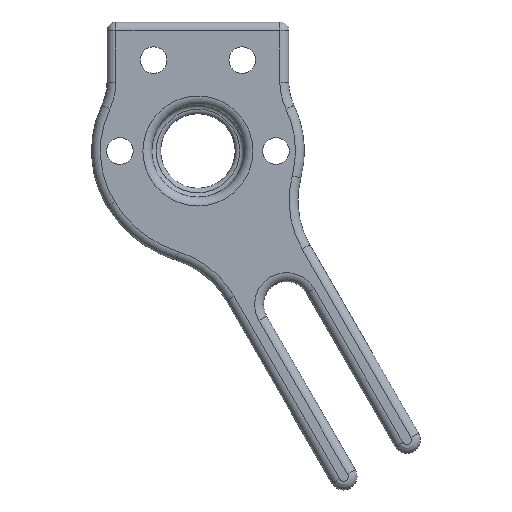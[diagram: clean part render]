
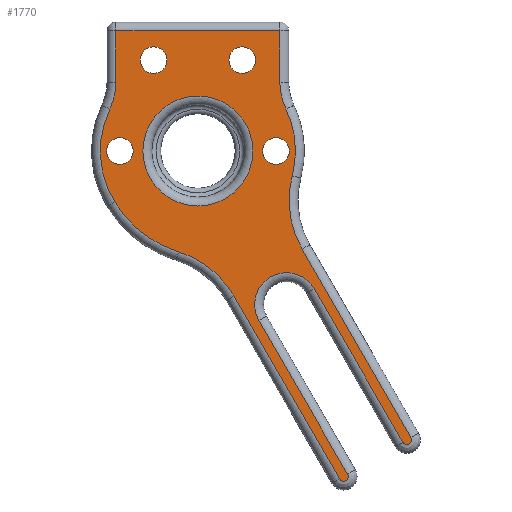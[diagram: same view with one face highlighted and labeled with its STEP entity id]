
A CAD part, front view. The second image highlights one B-rep face of the part: STEP entity #1770.
In plain terms, the highlighted planar face has unit normal (0, -1, 0).
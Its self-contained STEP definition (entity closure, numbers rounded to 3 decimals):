
#15=FACE_BOUND('',#258,.T.);
#16=FACE_BOUND('',#259,.T.);
#17=FACE_BOUND('',#260,.T.);
#18=FACE_BOUND('',#261,.T.);
#19=FACE_BOUND('',#262,.T.);
#32=PLANE('',#1970);
#145=FACE_OUTER_BOUND('',#257,.T.);
#257=EDGE_LOOP('',(#1327,#1328,#1329,#1330,#1331,#1332,#1333,#1334,#1335,
#1336,#1337,#1338,#1339,#1340,#1341,#1342,#1343));
#258=EDGE_LOOP('',(#1344));
#259=EDGE_LOOP('',(#1345));
#260=EDGE_LOOP('',(#1346));
#261=EDGE_LOOP('',(#1347));
#262=EDGE_LOOP('',(#1348));
#356=LINE('',#3010,#439);
#357=LINE('',#3016,#440);
#359=LINE('',#3048,#442);
#361=LINE('',#3074,#444);
#363=LINE('',#3086,#446);
#366=LINE('',#3096,#449);
#367=LINE('',#3118,#450);
#439=VECTOR('',#2256,10.);
#440=VECTOR('',#2263,10.);
#442=VECTOR('',#2303,10.);
#444=VECTOR('',#2315,10.);
#446=VECTOR('',#2329,10.);
#449=VECTOR('',#2338,10.);
#450=VECTOR('',#2367,10.);
#539=CIRCLE('',#1906,7.);
#542=CIRCLE('',#1910,11.);
#545=CIRCLE('',#1914,13.);
#548=CIRCLE('',#1918,11.);
#552=CIRCLE('',#1923,0.523);
#556=CIRCLE('',#1929,3.6);
#562=CIRCLE('',#1938,11.);
#565=CIRCLE('',#1942,11.);
#568=CIRCLE('',#1946,7.);
#571=CIRCLE('',#1950,0.523);
#580=CIRCLE('',#1971,6.2);
#581=CIRCLE('',#1972,1.5);
#582=CIRCLE('',#1973,1.5);
#583=CIRCLE('',#1974,1.5);
#584=CIRCLE('',#1975,1.5);
#726=VERTEX_POINT('',#3007);
#727=VERTEX_POINT('',#3009);
#729=VERTEX_POINT('',#3014);
#732=VERTEX_POINT('',#3022);
#734=VERTEX_POINT('',#3028);
#736=VERTEX_POINT('',#3034);
#738=VERTEX_POINT('',#3040);
#740=VERTEX_POINT('',#3046);
#742=VERTEX_POINT('',#3066);
#744=VERTEX_POINT('',#3072);
#746=VERTEX_POINT('',#3078);
#748=VERTEX_POINT('',#3084);
#749=VERTEX_POINT('',#3089);
#752=VERTEX_POINT('',#3094);
#754=VERTEX_POINT('',#3099);
#756=VERTEX_POINT('',#3105);
#758=VERTEX_POINT('',#3111);
#770=VERTEX_POINT('',#3186);
#771=VERTEX_POINT('',#3188);
#772=VERTEX_POINT('',#3190);
#773=VERTEX_POINT('',#3192);
#774=VERTEX_POINT('',#3194);
#909=EDGE_CURVE('',#726,#727,#356,.T.);
#912=EDGE_CURVE('',#729,#726,#357,.T.);
#916=EDGE_CURVE('',#732,#729,#539,.T.);
#919=EDGE_CURVE('',#734,#732,#542,.T.);
#922=EDGE_CURVE('',#736,#734,#545,.T.);
#925=EDGE_CURVE('',#738,#736,#548,.T.);
#928=EDGE_CURVE('',#740,#738,#359,.T.);
#931=EDGE_CURVE('',#742,#740,#552,.T.);
#934=EDGE_CURVE('',#744,#742,#361,.T.);
#937=EDGE_CURVE('',#746,#744,#556,.T.);
#940=EDGE_CURVE('',#748,#746,#363,.T.);
#945=EDGE_CURVE('',#752,#749,#366,.T.);
#947=EDGE_CURVE('',#754,#752,#562,.T.);
#950=EDGE_CURVE('',#756,#754,#565,.T.);
#953=EDGE_CURVE('',#758,#756,#568,.T.);
#956=EDGE_CURVE('',#727,#758,#367,.T.);
#958=EDGE_CURVE('',#749,#748,#571,.T.);
#981=EDGE_CURVE('',#770,#770,#580,.T.);
#982=EDGE_CURVE('',#771,#771,#581,.T.);
#983=EDGE_CURVE('',#772,#772,#582,.T.);
#984=EDGE_CURVE('',#773,#773,#583,.T.);
#985=EDGE_CURVE('',#774,#774,#584,.T.);
#1327=ORIENTED_EDGE('',*,*,#945,.F.);
#1328=ORIENTED_EDGE('',*,*,#947,.F.);
#1329=ORIENTED_EDGE('',*,*,#950,.F.);
#1330=ORIENTED_EDGE('',*,*,#953,.F.);
#1331=ORIENTED_EDGE('',*,*,#956,.F.);
#1332=ORIENTED_EDGE('',*,*,#909,.F.);
#1333=ORIENTED_EDGE('',*,*,#912,.F.);
#1334=ORIENTED_EDGE('',*,*,#916,.F.);
#1335=ORIENTED_EDGE('',*,*,#919,.F.);
#1336=ORIENTED_EDGE('',*,*,#922,.F.);
#1337=ORIENTED_EDGE('',*,*,#925,.F.);
#1338=ORIENTED_EDGE('',*,*,#928,.F.);
#1339=ORIENTED_EDGE('',*,*,#931,.F.);
#1340=ORIENTED_EDGE('',*,*,#934,.F.);
#1341=ORIENTED_EDGE('',*,*,#937,.F.);
#1342=ORIENTED_EDGE('',*,*,#940,.F.);
#1343=ORIENTED_EDGE('',*,*,#958,.F.);
#1344=ORIENTED_EDGE('',*,*,#981,.F.);
#1345=ORIENTED_EDGE('',*,*,#982,.F.);
#1346=ORIENTED_EDGE('',*,*,#983,.F.);
#1347=ORIENTED_EDGE('',*,*,#984,.F.);
#1348=ORIENTED_EDGE('',*,*,#985,.F.);
#1770=ADVANCED_FACE('',(#145,#15,#16,#17,#18,#19),#32,.F.);
#1906=AXIS2_PLACEMENT_3D('',#3024,#2271,#2272);
#1910=AXIS2_PLACEMENT_3D('',#3030,#2279,#2280);
#1914=AXIS2_PLACEMENT_3D('',#3036,#2287,#2288);
#1918=AXIS2_PLACEMENT_3D('',#3042,#2295,#2296);
#1923=AXIS2_PLACEMENT_3D('',#3068,#2307,#2308);
#1929=AXIS2_PLACEMENT_3D('',#3080,#2321,#2322);
#1938=AXIS2_PLACEMENT_3D('',#3101,#2343,#2344);
#1942=AXIS2_PLACEMENT_3D('',#3107,#2351,#2352);
#1946=AXIS2_PLACEMENT_3D('',#3113,#2359,#2360);
#1950=AXIS2_PLACEMENT_3D('',#3135,#2369,#2370);
#1970=AXIS2_PLACEMENT_3D('',#3185,#2421,#2422);
#1971=AXIS2_PLACEMENT_3D('',#3187,#2423,#2424);
#1972=AXIS2_PLACEMENT_3D('',#3189,#2425,#2426);
#1973=AXIS2_PLACEMENT_3D('',#3191,#2427,#2428);
#1974=AXIS2_PLACEMENT_3D('',#3193,#2429,#2430);
#1975=AXIS2_PLACEMENT_3D('',#3195,#2431,#2432);
#2256=DIRECTION('',(1.,0.,0.));
#2263=DIRECTION('',(0.,0.,1.));
#2271=DIRECTION('center_axis',(0.,-1.,0.));
#2272=DIRECTION('ref_axis',(0.975,0.,-0.221));
#2279=DIRECTION('center_axis',(0.,1.,0.));
#2280=DIRECTION('ref_axis',(-0.999,0.,-0.051));
#2287=DIRECTION('center_axis',(0.,1.,0.));
#2288=DIRECTION('ref_axis',(-0.615,0.,-0.788));
#2295=DIRECTION('center_axis',(0.,-1.,0.));
#2296=DIRECTION('ref_axis',(0.625,0.,0.781));
#2303=DIRECTION('',(-0.5,0.,0.866));
#2307=DIRECTION('center_axis',(0.,1.,0.));
#2308=DIRECTION('ref_axis',(0.5,0.,-0.866));
#2315=DIRECTION('',(0.5,0.,-0.866));
#2321=DIRECTION('center_axis',(0.,-1.,0.));
#2322=DIRECTION('ref_axis',(-0.5,0.,0.866));
#2329=DIRECTION('',(-0.5,0.,0.866));
#2338=DIRECTION('',(0.5,0.,-0.866));
#2343=DIRECTION('center_axis',(0.,-1.,0.));
#2344=DIRECTION('ref_axis',(-0.991,0.,-0.133));
#2351=DIRECTION('center_axis',(0.,1.,0.));
#2352=DIRECTION('ref_axis',(0.996,0.,0.095));
#2359=DIRECTION('center_axis',(0.,-1.,0.));
#2360=DIRECTION('ref_axis',(-0.975,0.,-0.221));
#2367=DIRECTION('',(0.,0.,-1.));
#2369=DIRECTION('center_axis',(0.,1.,0.));
#2370=DIRECTION('ref_axis',(0.5,0.,-0.866));
#2421=DIRECTION('center_axis',(0.,1.,0.));
#2422=DIRECTION('ref_axis',(-1.,0.,0.));
#2423=DIRECTION('center_axis',(0.,-1.,0.));
#2424=DIRECTION('ref_axis',(-1.,0.,0.));
#2425=DIRECTION('center_axis',(0.,-1.,0.));
#2426=DIRECTION('ref_axis',(-1.,0.,0.));
#2427=DIRECTION('center_axis',(0.,-1.,0.));
#2428=DIRECTION('ref_axis',(-1.,0.,0.));
#2429=DIRECTION('center_axis',(0.,-1.,0.));
#2430=DIRECTION('ref_axis',(-1.,0.,0.));
#2431=DIRECTION('center_axis',(0.,-1.,0.));
#2432=DIRECTION('ref_axis',(-1.,0.,0.));
#3007=CARTESIAN_POINT('',(-9.244,3.6,13.55));
#3009=CARTESIAN_POINT('',(9.244,3.6,13.55));
#3010=CARTESIAN_POINT('',(-5.122,3.6,13.55));
#3014=CARTESIAN_POINT('',(-9.244,3.6,7.755));
#3016=CARTESIAN_POINT('',(-9.244,3.6,5.2));
#3022=CARTESIAN_POINT('',(-9.927,3.6,4.739));
#3024=CARTESIAN_POINT('Origin',(-16.244,3.6,7.755));
#3028=CARTESIAN_POINT('',(-9.39,3.6,-5.729));
#3030=CARTESIAN_POINT('Origin',(0.,3.6,0.));
#3034=CARTESIAN_POINT('',(-2.165,3.6,-11.368));
#3036=CARTESIAN_POINT('Origin',(1.707,3.6,1.042));
#3040=CARTESIAN_POINT('',(4.085,3.6,-16.369));
#3042=CARTESIAN_POINT('Origin',(-5.441,3.6,-21.869));
#3046=CARTESIAN_POINT('',(15.976,3.6,-36.964));
#3048=CARTESIAN_POINT('',(5.078,3.6,-18.087));
#3066=CARTESIAN_POINT('',(16.882,3.6,-36.441));
#3068=CARTESIAN_POINT('Origin',(16.429,3.6,-36.703));
#3072=CARTESIAN_POINT('',(6.882,3.6,-19.121));
#3074=CARTESIAN_POINT('',(0.984,3.6,-8.904));
#3078=CARTESIAN_POINT('',(13.118,3.6,-15.521));
#3080=CARTESIAN_POINT('Origin',(10.,3.6,-17.321));
#3084=CARTESIAN_POINT('',(23.118,3.6,-32.841));
#3086=CARTESIAN_POINT('',(12.219,3.6,-13.964));
#3089=CARTESIAN_POINT('',(24.024,3.6,-32.318));
#3094=CARTESIAN_POINT('',(11.757,3.6,-11.07));
#3096=CARTESIAN_POINT('',(5.759,3.6,-0.682));
#3099=CARTESIAN_POINT('',(10.642,3.6,-2.785));
#3101=CARTESIAN_POINT('Origin',(21.283,3.6,-5.57));
#3105=CARTESIAN_POINT('',(9.927,3.6,4.739));
#3107=CARTESIAN_POINT('Origin',(0.,3.6,0.));
#3111=CARTESIAN_POINT('',(9.244,3.6,7.755));
#3113=CARTESIAN_POINT('Origin',(16.244,3.6,7.755));
#3118=CARTESIAN_POINT('',(9.244,3.6,9.35));
#3135=CARTESIAN_POINT('Origin',(23.571,3.6,-32.579));
#3185=CARTESIAN_POINT('Origin',(0.,3.6,4.15));
#3186=CARTESIAN_POINT('',(0.,3.6,6.2));
#3187=CARTESIAN_POINT('Origin',(0.,3.6,0.));
#3188=CARTESIAN_POINT('',(-7.3,3.6,0.));
#3189=CARTESIAN_POINT('Origin',(-8.8,3.6,0.));
#3190=CARTESIAN_POINT('',(-3.5,3.6,10.25));
#3191=CARTESIAN_POINT('Origin',(-5.,3.6,10.25));
#3192=CARTESIAN_POINT('',(10.3,3.6,0.));
#3193=CARTESIAN_POINT('Origin',(8.8,3.6,0.));
#3194=CARTESIAN_POINT('',(6.5,3.6,10.25));
#3195=CARTESIAN_POINT('Origin',(5.,3.6,10.25));
